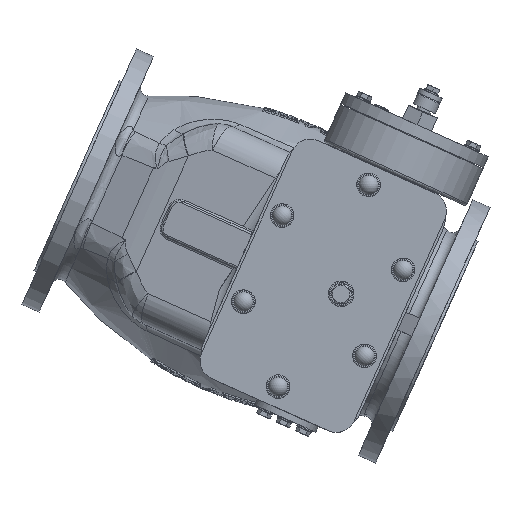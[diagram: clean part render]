
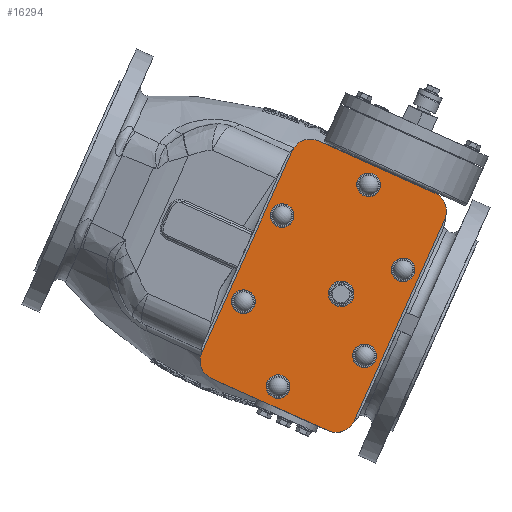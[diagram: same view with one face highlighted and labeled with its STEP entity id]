
A CAD part, top view. The second image highlights one B-rep face of the part: STEP entity #16294.
In plain terms, the highlighted planar face has unit normal (0, 0, 1).
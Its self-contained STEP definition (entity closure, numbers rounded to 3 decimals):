
#1069=LINE('',#24583,#1899);
#1070=LINE('',#24587,#1900);
#1071=LINE('',#24591,#1901);
#1072=LINE('',#24595,#1902);
#1899=VECTOR('',#19883,10.);
#1900=VECTOR('',#19886,10.);
#1901=VECTOR('',#19889,10.);
#1902=VECTOR('',#19892,10.);
#2701=PLANE('',#17532);
#3404=FACE_BOUND('',#4907,.T.);
#3405=FACE_BOUND('',#4908,.T.);
#3406=FACE_BOUND('',#4909,.T.);
#3407=FACE_BOUND('',#4910,.T.);
#3408=FACE_BOUND('',#4911,.T.);
#3409=FACE_BOUND('',#4912,.T.);
#3410=FACE_BOUND('',#4913,.T.);
#3773=FACE_OUTER_BOUND('',#4906,.T.);
#4906=EDGE_LOOP('',(#11698,#11699,#11700,#11701,#11702,#11703,#11704,#11705));
#4907=EDGE_LOOP('',(#11706));
#4908=EDGE_LOOP('',(#11707));
#4909=EDGE_LOOP('',(#11708));
#4910=EDGE_LOOP('',(#11709));
#4911=EDGE_LOOP('',(#11710));
#4912=EDGE_LOOP('',(#11711));
#4913=EDGE_LOOP('',(#11712));
#5925=CIRCLE('',#17186,13.);
#5927=CIRCLE('',#17189,11.375);
#6063=CIRCLE('',#17491,11.375);
#6065=CIRCLE('',#17495,11.375);
#6067=CIRCLE('',#17499,11.375);
#6069=CIRCLE('',#17503,11.375);
#6071=CIRCLE('',#17507,11.375);
#6087=CIRCLE('',#17533,20.);
#6088=CIRCLE('',#17534,20.);
#6089=CIRCLE('',#17535,20.);
#6090=CIRCLE('',#17536,20.);
#6840=VERTEX_POINT('',#23575);
#6842=VERTEX_POINT('',#23580);
#7055=VERTEX_POINT('',#24468);
#7057=VERTEX_POINT('',#24474);
#7059=VERTEX_POINT('',#24480);
#7061=VERTEX_POINT('',#24486);
#7063=VERTEX_POINT('',#24492);
#7099=VERTEX_POINT('',#24581);
#7100=VERTEX_POINT('',#24582);
#7101=VERTEX_POINT('',#24584);
#7102=VERTEX_POINT('',#24586);
#7103=VERTEX_POINT('',#24588);
#7104=VERTEX_POINT('',#24590);
#7105=VERTEX_POINT('',#24592);
#7106=VERTEX_POINT('',#24594);
#8512=EDGE_CURVE('',#6840,#6840,#5925,.T.);
#8514=EDGE_CURVE('',#6842,#6842,#5927,.T.);
#8820=EDGE_CURVE('',#7055,#7055,#6063,.T.);
#8822=EDGE_CURVE('',#7057,#7057,#6065,.T.);
#8824=EDGE_CURVE('',#7059,#7059,#6067,.T.);
#8826=EDGE_CURVE('',#7061,#7061,#6069,.T.);
#8828=EDGE_CURVE('',#7063,#7063,#6071,.T.);
#8871=EDGE_CURVE('',#7099,#7100,#1069,.T.);
#8872=EDGE_CURVE('',#7101,#7099,#6087,.T.);
#8873=EDGE_CURVE('',#7102,#7101,#1070,.T.);
#8874=EDGE_CURVE('',#7103,#7102,#6088,.T.);
#8875=EDGE_CURVE('',#7104,#7103,#1071,.T.);
#8876=EDGE_CURVE('',#7105,#7104,#6089,.T.);
#8877=EDGE_CURVE('',#7106,#7105,#1072,.T.);
#8878=EDGE_CURVE('',#7100,#7106,#6090,.T.);
#11698=ORIENTED_EDGE('',*,*,#8871,.F.);
#11699=ORIENTED_EDGE('',*,*,#8872,.F.);
#11700=ORIENTED_EDGE('',*,*,#8873,.F.);
#11701=ORIENTED_EDGE('',*,*,#8874,.F.);
#11702=ORIENTED_EDGE('',*,*,#8875,.F.);
#11703=ORIENTED_EDGE('',*,*,#8876,.F.);
#11704=ORIENTED_EDGE('',*,*,#8877,.F.);
#11705=ORIENTED_EDGE('',*,*,#8878,.F.);
#11706=ORIENTED_EDGE('',*,*,#8512,.T.);
#11707=ORIENTED_EDGE('',*,*,#8514,.T.);
#11708=ORIENTED_EDGE('',*,*,#8820,.T.);
#11709=ORIENTED_EDGE('',*,*,#8822,.T.);
#11710=ORIENTED_EDGE('',*,*,#8824,.T.);
#11711=ORIENTED_EDGE('',*,*,#8826,.T.);
#11712=ORIENTED_EDGE('',*,*,#8828,.T.);
#16294=ADVANCED_FACE('',(#3773,#3404,#3405,#3406,#3407,#3408,#3409,#3410),
#2701,.F.);
#17186=AXIS2_PLACEMENT_3D('',#23576,#19067,#19068);
#17189=AXIS2_PLACEMENT_3D('',#23581,#19073,#19074);
#17491=AXIS2_PLACEMENT_3D('',#24469,#19772,#19773);
#17495=AXIS2_PLACEMENT_3D('',#24475,#19780,#19781);
#17499=AXIS2_PLACEMENT_3D('',#24481,#19788,#19789);
#17503=AXIS2_PLACEMENT_3D('',#24487,#19796,#19797);
#17507=AXIS2_PLACEMENT_3D('',#24493,#19804,#19805);
#17532=AXIS2_PLACEMENT_3D('',#24580,#19881,#19882);
#17533=AXIS2_PLACEMENT_3D('',#24585,#19884,#19885);
#17534=AXIS2_PLACEMENT_3D('',#24589,#19887,#19888);
#17535=AXIS2_PLACEMENT_3D('',#24593,#19890,#19891);
#17536=AXIS2_PLACEMENT_3D('',#24596,#19893,#19894);
#19067=DIRECTION('center_axis',(0.,0.,
-1.));
#19068=DIRECTION('ref_axis',(-1.,0.,0.));
#19073=DIRECTION('center_axis',(0.,0.,
-1.));
#19074=DIRECTION('ref_axis',(0.913,-0.409,0.));
#19772=DIRECTION('center_axis',(0.,0.,
-1.));
#19773=DIRECTION('ref_axis',(0.913,-0.409,0.));
#19780=DIRECTION('center_axis',(0.,0.,
-1.));
#19781=DIRECTION('ref_axis',(0.913,-0.409,0.));
#19788=DIRECTION('center_axis',(0.,0.,
-1.));
#19789=DIRECTION('ref_axis',(0.913,-0.409,0.));
#19796=DIRECTION('center_axis',(0.,0.,
-1.));
#19797=DIRECTION('ref_axis',(0.913,-0.409,0.));
#19804=DIRECTION('center_axis',(0.,0.,
-1.));
#19805=DIRECTION('ref_axis',(0.913,-0.409,0.));
#19881=DIRECTION('center_axis',(0.,0.,
-1.));
#19882=DIRECTION('ref_axis',(0.409,0.913,0.));
#19883=DIRECTION('',(-0.913,0.409,0.));
#19884=DIRECTION('center_axis',(0.,0.,
-1.));
#19885=DIRECTION('ref_axis',(0.913,-0.409,0.));
#19886=DIRECTION('',(-0.409,-0.913,0.));
#19887=DIRECTION('center_axis',(0.,0.,
-1.));
#19888=DIRECTION('ref_axis',(0.409,0.913,0.));
#19889=DIRECTION('',(0.913,-0.409,0.));
#19890=DIRECTION('center_axis',(0.,0.,
-1.));
#19891=DIRECTION('ref_axis',(-0.913,0.409,0.));
#19892=DIRECTION('',(0.409,0.913,0.));
#19893=DIRECTION('center_axis',(0.,0.,
-1.));
#19894=DIRECTION('ref_axis',(-0.409,-0.913,0.));
#23575=CARTESIAN_POINT('',(1590.001,1126.376,1220.295));
#23576=CARTESIAN_POINT('Origin',(1577.001,1126.376,1220.295));
#23580=CARTESIAN_POINT('',(1594.389,1241.867,1220.295));
#23581=CARTESIAN_POINT('Origin',(1604.769,1237.214,1220.295));
#24468=CARTESIAN_POINT('',(1590.331,1067.798,1220.295));
#24469=CARTESIAN_POINT('Origin',(1600.711,1063.145,1220.295));
#24474=CARTESIAN_POINT('',(1467.142,1123.02,1220.295));
#24475=CARTESIAN_POINT('Origin',(1477.522,1118.367,1220.295));
#24480=CARTESIAN_POINT('',(1629.6,1155.4,1220.295));
#24481=CARTESIAN_POINT('Origin',(1639.979,1150.747,1220.295));
#24486=CARTESIAN_POINT('',(1502.353,1036.552,1220.295));
#24487=CARTESIAN_POINT('Origin',(1512.732,1031.899,1220.295));
#24492=CARTESIAN_POINT('',(1506.41,1210.621,1220.295));
#24493=CARTESIAN_POINT('Origin',(1516.79,1205.968,1220.295));
#24580=CARTESIAN_POINT('Origin',(1558.75,1134.557,1220.295));
#24581=CARTESIAN_POINT('',(1563.865,987.061,1220.295));
#24582=CARTESIAN_POINT('',(1445.238,1040.237,1220.295));
#24583=CARTESIAN_POINT('',(1563.865,987.061,1220.295));
#24584=CARTESIAN_POINT('',(1590.296,997.13,1220.295));
#24585=CARTESIAN_POINT('Origin',(1572.046,1005.311,1220.295));
#24586=CARTESIAN_POINT('',(1682.332,1202.445,1220.295));
#24587=CARTESIAN_POINT('',(1682.332,1202.445,1220.295));
#24588=CARTESIAN_POINT('',(1672.263,1228.876,1220.295));
#24589=CARTESIAN_POINT('Origin',(1664.082,1210.626,1220.295));
#24590=CARTESIAN_POINT('',(1553.636,1282.053,1220.295));
#24591=CARTESIAN_POINT('',(1553.636,1282.053,1220.295));
#24592=CARTESIAN_POINT('',(1527.205,1271.984,1220.295));
#24593=CARTESIAN_POINT('Origin',(1545.455,1263.803,1220.295));
#24594=CARTESIAN_POINT('',(1435.169,1066.668,1220.295));
#24595=CARTESIAN_POINT('',(1435.169,1066.668,1220.295));
#24596=CARTESIAN_POINT('Origin',(1453.419,1058.487,1220.295));
